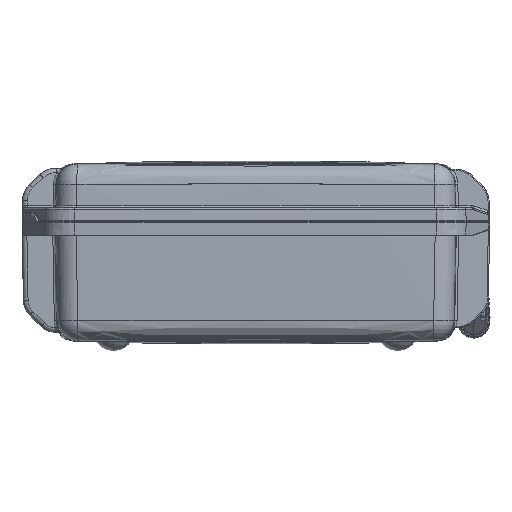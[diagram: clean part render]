
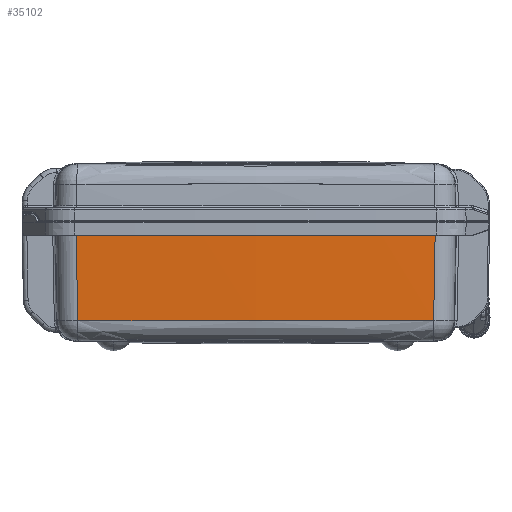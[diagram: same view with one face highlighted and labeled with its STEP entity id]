
A CAD part, left-side view. The second image highlights one B-rep face of the part: STEP entity #35102.
In plain terms, the highlighted conical face has half-angle 1 degrees and reference radius 5922.31 mm.
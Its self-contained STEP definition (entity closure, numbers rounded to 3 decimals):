
#8805=CARTESIAN_POINT('',(-217.044,-152.862,
-84.943));
#8806=CARTESIAN_POINT('',(-217.199,-153.018,
-75.838));
#8807=CARTESIAN_POINT('',(-217.509,-153.332,
-57.628));
#8808=CARTESIAN_POINT('',(-217.974,-153.797,
-30.314));
#8809=CARTESIAN_POINT('',(-218.283,-154.11,
-12.105));
#8810=CARTESIAN_POINT('',(-218.438,-154.267,
-3.));
#8812=CARTESIAN_POINT('',(-217.044,-152.862,
-84.943));
#8813=CARTESIAN_POINT('',(-217.481,-135.881,
-85.025));
#8814=CARTESIAN_POINT('',(-218.21,-101.915,
-85.161));
#8815=CARTESIAN_POINT('',(-218.865,-50.959,
-85.283));
#8816=CARTESIAN_POINT('',(-219.011,-16.986,
-85.311));
#8817=CARTESIAN_POINT('',(-219.011,0.,
-85.311));
#8819=CARTESIAN_POINT('',(-219.011,0.,
-85.311));
#8820=CARTESIAN_POINT('',(-219.011,16.986,
-85.311));
#8821=CARTESIAN_POINT('',(-218.865,50.959,
-85.283));
#8822=CARTESIAN_POINT('',(-218.21,101.915,
-85.161));
#8823=CARTESIAN_POINT('',(-217.481,135.881,
-85.025));
#8824=CARTESIAN_POINT('',(-217.044,152.862,
-84.943));
#8826=CARTESIAN_POINT('',(-218.438,154.267,
-3.));
#8827=CARTESIAN_POINT('',(-218.283,154.11,
-12.105));
#8828=CARTESIAN_POINT('',(-217.974,153.797,
-30.314));
#8829=CARTESIAN_POINT('',(-217.509,153.332,
-57.628));
#8830=CARTESIAN_POINT('',(-217.199,153.018,
-75.838));
#8831=CARTESIAN_POINT('',(-217.044,152.862,
-84.943));
#8833=CARTESIAN_POINT('',(5702.583,0.,-3.));
#8834=DIRECTION('',(0.,0.,1.));
#8835=DIRECTION('',(-1.,0.026,0.));
#8836=AXIS2_PLACEMENT_3D('',#8833,#8834,#8835);
#8838=CARTESIAN_POINT('',(5702.583,0.,-3.));
#8839=DIRECTION('',(0.,0.,1.));
#8840=DIRECTION('',(-1.,0.,0.));
#8841=AXIS2_PLACEMENT_3D('',#8838,#8839,#8840);
#15190=CARTESIAN_POINT('',(-218.438,-154.267,-3.));
#15191=CARTESIAN_POINT('',(-220.448,0.,-3.));
#15192=VERTEX_POINT('',#15190);
#15193=VERTEX_POINT('',#15191);
#15194=CARTESIAN_POINT('',(-218.438,154.267,-3.));
#15195=VERTEX_POINT('',#15194);
#15196=VERTEX_POINT('',#8824);
#15197=VERTEX_POINT('',#8819);
#15198=VERTEX_POINT('',#8812);
#35084=CARTESIAN_POINT('',(5702.583,0.,-44.155));
#35085=DIRECTION('',(0.,0.,1.));
#35086=DIRECTION('',(1.,0.,0.));
#35087=AXIS2_PLACEMENT_3D('',#35084,#35085,#35086);
#35088=CONICAL_SURFACE('',#35087,5922.313,1.);
#35090=ORIENTED_EDGE('',*,*,#35089,.F.);
#35092=ORIENTED_EDGE('',*,*,#35091,.T.);
#35094=ORIENTED_EDGE('',*,*,#35093,.T.);
#35095=ORIENTED_EDGE('',*,*,#35075,.F.);
#35097=ORIENTED_EDGE('',*,*,#35096,.T.);
#35099=ORIENTED_EDGE('',*,*,#35098,.T.);
#35100=EDGE_LOOP('',(#35090,#35092,#35094,#35095,#35097,#35099));
#35101=FACE_OUTER_BOUND('',#35100,.F.);
#8811=B_SPLINE_CURVE_WITH_KNOTS('',3,(#8805,#8806,#8807,#8808,#8809,#8810),
.UNSPECIFIED.,.F.,.F.,(4,1,1,4),(0.,0.333,0.667,1.),
.UNSPECIFIED.);
#8818=B_SPLINE_CURVE_WITH_KNOTS('',3,(#8812,#8813,#8814,#8815,#8816,#8817),
.UNSPECIFIED.,.F.,.F.,(4,1,1,4),(0.,0.333,0.667,1.),
.UNSPECIFIED.);
#8825=B_SPLINE_CURVE_WITH_KNOTS('',3,(#8819,#8820,#8821,#8822,#8823,#8824),
.UNSPECIFIED.,.F.,.F.,(4,1,1,4),(0.,0.333,0.667,1.),
.UNSPECIFIED.);
#8832=B_SPLINE_CURVE_WITH_KNOTS('',3,(#8826,#8827,#8828,#8829,#8830,#8831),
.UNSPECIFIED.,.F.,.F.,(4,1,1,4),(0.,0.333,0.667,1.),
.UNSPECIFIED.);
#8837=CIRCLE('',#8836,5923.031);
#8842=CIRCLE('',#8841,5923.031);
#35075=EDGE_CURVE('',#15195,#15196,#8832,.T.);
#35089=EDGE_CURVE('',#15198,#15192,#8811,.T.);
#35091=EDGE_CURVE('',#15198,#15197,#8818,.T.);
#35093=EDGE_CURVE('',#15197,#15196,#8825,.T.);
#35096=EDGE_CURVE('',#15195,#15193,#8837,.T.);
#35098=EDGE_CURVE('',#15193,#15192,#8842,.T.);
#35102=ADVANCED_FACE('',(#35101),#35088,.T.);
